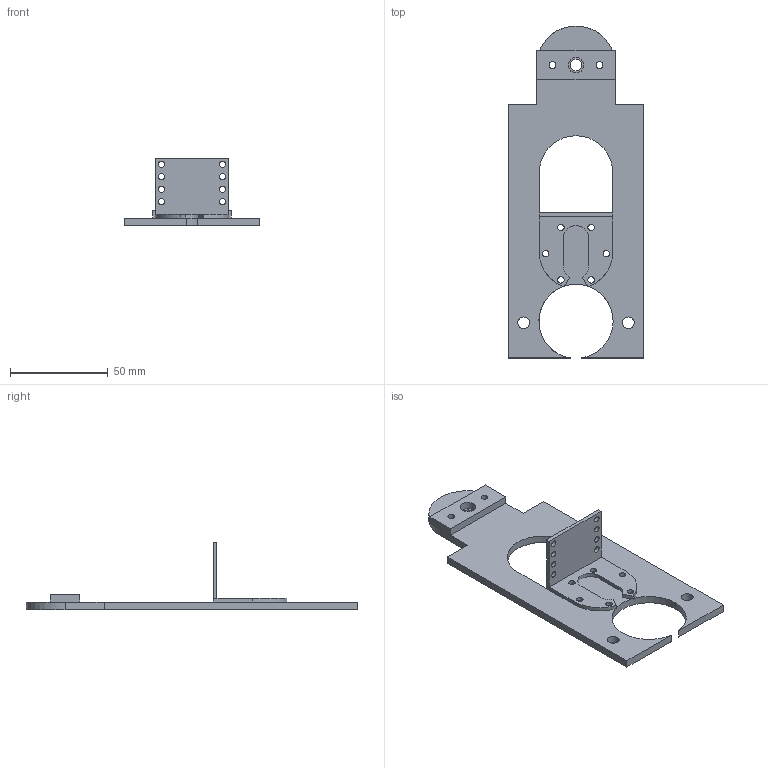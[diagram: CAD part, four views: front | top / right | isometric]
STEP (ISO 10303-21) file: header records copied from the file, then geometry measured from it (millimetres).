
FILE_DESCRIPTION(('FreeCAD Model'),'2;1');
FILE_NAME('thighBack.step','2018-08-24T06:07:04',('Author'),(''), 'Open CASCADE STEP processor 7.3','FreeCAD','Unknown');
FILE_SCHEMA(('AUTOMOTIVE_DESIGN { 1 0 10303 214 1 1 1 1 }'));
Length unit declared in the file: millimetre
Products named in the file (1): 1stLinkBackWithLockedBearing_Fixed2
Bounding box: 69.6 x 170 x 34.8 mm (x, y, z)
Volume: 37317 mm3; surface area: 22580.2 mm2
Topology: 1 solids, 1 shells, 85 faces, 218 edges, 136 vertices
Faces by surface type: plane 47, cylinder 38
Full cylindrical faces by diameter (mm): 3.2 x8, 3.3 x12, 3.5 x4, 6 x3, 7 x1, 8 x1
Entity records: 6129 total; most frequent: CARTESIAN_POINT 936, DIRECTION 909, LINE 458, VECTOR 458, ORIENTED_EDGE 436, PCURVE 436, DEFINITIONAL_REPRESENTATION 436, EDGE_CURVE 218
